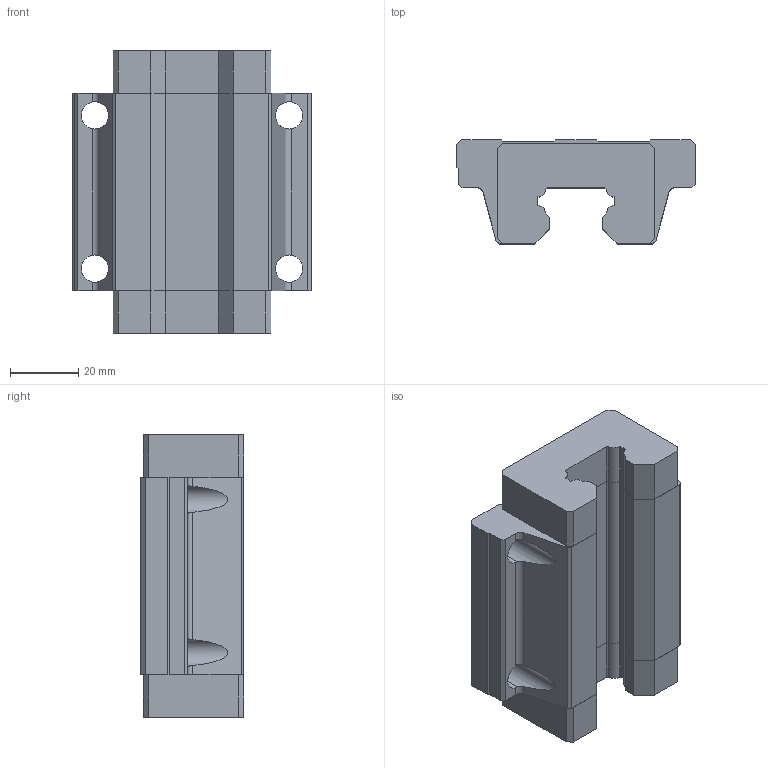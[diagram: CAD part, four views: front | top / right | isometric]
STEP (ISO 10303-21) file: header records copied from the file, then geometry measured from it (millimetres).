
FILE_DESCRIPTION (( 'STEP AP203' ), '1' );
FILE_NAME ('HGW25CA SOLÝD.STEP', '2020-06-09T06:36:29', ( '' ), ( '' ), 'SwSTEP 2.0', 'SolidWorks 2014', '' );
FILE_SCHEMA (( 'CONFIG_CONTROL_DESIGN' ));
Length unit declared in the file: millimetre
Products named in the file (6): HGW 25 CA SOLÝD1; HGW 25 CA SOLÝD2; HGW25CA SOLÝD
Assembly tree (3 placements, depth 2):
  HGW25CA SOLÝD
    HGW 25 CA SOLÝD1
    HGW 25 CA SOLÝD2  x2
  HGW 25 CA SOLÝD1
  HGW 25 CA SOLÝD2
  HGW 25 CA SOLÝD2
Bounding box: 70 x 30.5 x 83 mm (x, y, z)
Volume: 109597.6 mm3; surface area: 26004.4 mm2
Topology: 3 solids, 3 shells, 120 faces, 354 edges, 236 vertices
Faces by surface type: plane 94, cylinder 26
Entity records: 3665 total; most frequent: CARTESIAN_POINT 671, ORIENTED_EDGE 540, DIRECTION 476, EDGE_CURVE 270, LINE 218, VECTOR 218, VERTEX_POINT 180, AXIS2_PLACEMENT_3D 129
